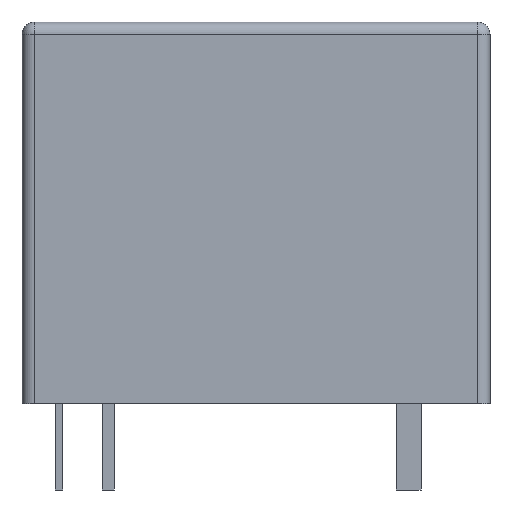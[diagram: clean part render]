
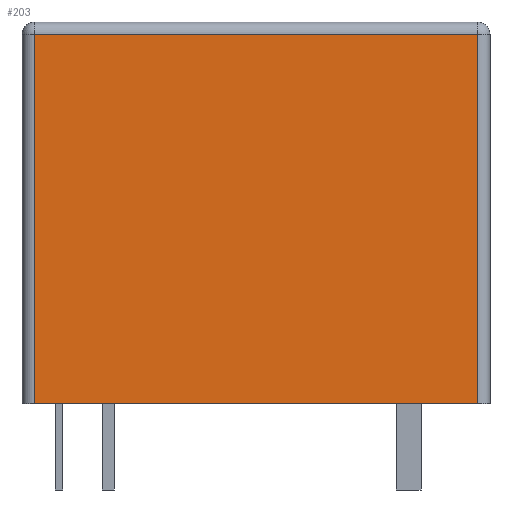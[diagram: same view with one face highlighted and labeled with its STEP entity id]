
A CAD part, front view. The second image highlights one B-rep face of the part: STEP entity #203.
In plain terms, the highlighted planar face has unit normal (0, -1, 0).
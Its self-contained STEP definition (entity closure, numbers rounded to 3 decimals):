
#203 = ADVANCED_FACE ( 'NONE', ( #9621 ), #12815, .F. ) ;
#621 = EDGE_CURVE ( 'NONE', #956, #9427, #5404, .T. ) ;
#830 = VECTOR ( 'NONE', #5240, 1000. ) ;
#956 = VERTEX_POINT ( 'NONE', #3291 ) ;
#1083 = DIRECTION ( 'NONE',  ( -1., 0., 0. ) ) ;
#1654 = VECTOR ( 'NONE', #1083, 1000. ) ;
#2265 = EDGE_LOOP ( 'NONE', ( #14280, #8346, #6637, #9348 ) ) ;
#2446 = VECTOR ( 'NONE', #6177, 1000. ) ;
#2997 = VERTEX_POINT ( 'NONE', #5740 ) ;
#3007 = CARTESIAN_POINT ( 'NONE',  ( 9.5, -7.6, 0. ) ) ;
#3059 = LINE ( 'NONE', #7533, #2446 ) ;
#3130 = CARTESIAN_POINT ( 'NONE',  ( -9., -7.6, 15. ) ) ;
#3291 = CARTESIAN_POINT ( 'NONE',  ( 9., -7.6, 15. ) ) ;
#4002 = DIRECTION ( 'NONE',  ( -1., 0., 0. ) ) ;
#4670 = EDGE_CURVE ( 'NONE', #2997, #10348, #11074, .T. ) ;
#5240 = DIRECTION ( 'NONE',  ( 1., 0., 0. ) ) ;
#5342 = CARTESIAN_POINT ( 'NONE',  ( -9.5, -7.6, 15. ) ) ;
#5404 = LINE ( 'NONE', #5342, #1654 ) ;
#5740 = CARTESIAN_POINT ( 'NONE',  ( -9., -7.6, 0. ) ) ;
#6017 = DIRECTION ( 'NONE',  ( 0., 1., 0. ) ) ;
#6177 = DIRECTION ( 'NONE',  ( 0., 0., 1. ) ) ;
#6637 = ORIENTED_EDGE ( 'NONE', *, *, #4670, .T. ) ;
#7173 = AXIS2_PLACEMENT_3D ( 'NONE', #9392, #6017, #4002 ) ;
#7533 = CARTESIAN_POINT ( 'NONE',  ( 9., -7.6, 15.5 ) ) ;
#7916 = DIRECTION ( 'NONE',  ( 0., 0., -1. ) ) ;
#8346 = ORIENTED_EDGE ( 'NONE', *, *, #13980, .T. ) ;
#9348 = ORIENTED_EDGE ( 'NONE', *, *, #14151, .T. ) ;
#9392 = CARTESIAN_POINT ( 'NONE',  ( 9.5, -7.6, 15.5 ) ) ;
#9427 = VERTEX_POINT ( 'NONE', #3130 ) ;
#9621 = FACE_OUTER_BOUND ( 'NONE', #2265, .T. ) ;
#10115 = CARTESIAN_POINT ( 'NONE',  ( -9., -7.6, 15.5 ) ) ;
#10348 = VERTEX_POINT ( 'NONE', #12531 ) ;
#11074 = LINE ( 'NONE', #3007, #830 ) ;
#11920 = VECTOR ( 'NONE', #7916, 1000. ) ;
#12531 = CARTESIAN_POINT ( 'NONE',  ( 9., -7.6, 0. ) ) ;
#12632 = LINE ( 'NONE', #10115, #11920 ) ;
#12815 = PLANE ( 'NONE',  #7173 ) ;
#13980 = EDGE_CURVE ( 'NONE', #9427, #2997, #12632, .T. ) ;
#14151 = EDGE_CURVE ( 'NONE', #10348, #956, #3059, .T. ) ;
#14280 = ORIENTED_EDGE ( 'NONE', *, *, #621, .T. ) ;
